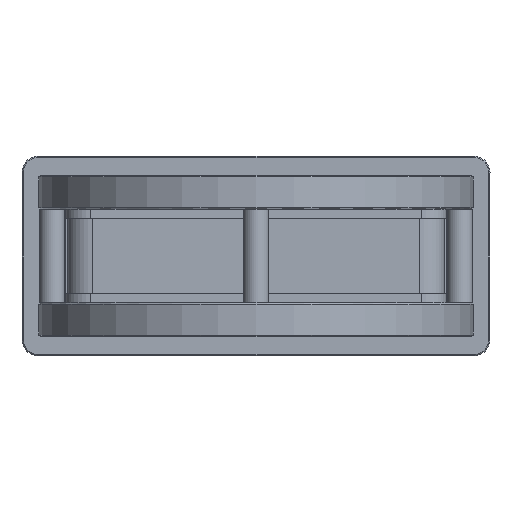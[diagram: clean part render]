
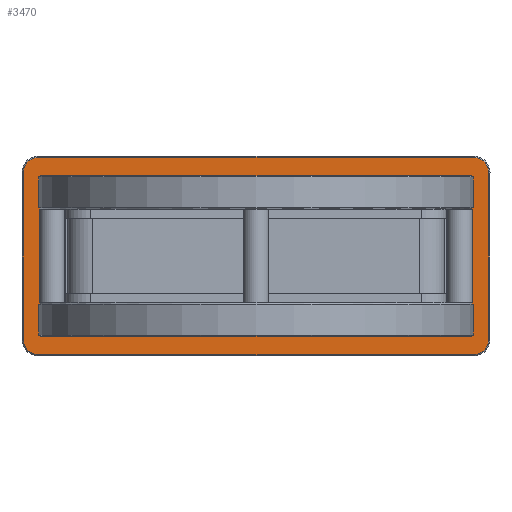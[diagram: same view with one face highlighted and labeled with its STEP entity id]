
A CAD part, front view. The second image highlights one B-rep face of the part: STEP entity #3470.
In plain terms, the highlighted planar face has unit normal (0, -1, 0).
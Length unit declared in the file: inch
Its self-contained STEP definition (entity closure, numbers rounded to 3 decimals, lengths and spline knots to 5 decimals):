
#7 = DIRECTION ( 'NONE',  ( -1., 0., 0. ) ) ;
#112 = EDGE_LOOP ( 'NONE', ( #10841, #7899, #4429, #5013, #13548, #11799, #10365, #10257 ) ) ;
#384 = DIRECTION ( 'NONE',  ( 0., 0., 1. ) ) ;
#488 = VERTEX_POINT ( 'NONE', #2866 ) ;
#624 = ORIENTED_EDGE ( 'NONE', *, *, #10957, .T. ) ;
#694 = EDGE_CURVE ( 'NONE', #2374, #7620, #8024, .T. ) ;
#727 = CARTESIAN_POINT ( 'NONE',  ( -3.48, 7.769, -1.495 ) ) ;
#986 = EDGE_CURVE ( 'NONE', #13866, #9738, #6824, .T. ) ;
#1013 = ORIENTED_EDGE ( 'NONE', *, *, #986, .T. ) ;
#1084 = PLANE ( 'NONE',  #2237 ) ;
#1094 = CARTESIAN_POINT ( 'NONE',  ( -3.25, 7.769, -1.475 ) ) ;
#1554 = LINE ( 'NONE', #8326, #6563 ) ;
#1710 = CARTESIAN_POINT ( 'NONE',  ( 2.855, 7.769, -1.495 ) ) ;
#1931 = CARTESIAN_POINT ( 'NONE',  ( 2.855, 7.769, -1.495 ) ) ;
#1941 = CARTESIAN_POINT ( 'NONE',  ( -3.25, 7.769, 1.475 ) ) ;
#2133 = VERTEX_POINT ( 'NONE', #13374 ) ;
#2175 = FACE_OUTER_BOUND ( 'NONE', #14319, .T. ) ;
#2229 = EDGE_CURVE ( 'NONE', #7358, #4056, #1554, .T. ) ;
#2237 = AXIS2_PLACEMENT_3D ( 'NONE', #4651, #5521, #2460 ) ;
#2374 = VERTEX_POINT ( 'NONE', #12022 ) ;
#2435 = CARTESIAN_POINT ( 'NONE',  ( 3.48, 7.769, -1.495 ) ) ;
#2460 = DIRECTION ( 'NONE',  ( 0., 0., -1. ) ) ;
#2476 = CARTESIAN_POINT ( 'NONE',  ( -2.855, 7.769, -0.7025 ) ) ;
#2802 = VECTOR ( 'NONE', #7100, 39.37008 ) ;
#2866 = CARTESIAN_POINT ( 'NONE',  ( 3.48, 7.769, -1.245 ) ) ;
#2959 = VECTOR ( 'NONE', #7, 39.37008 ) ;
#3077 = CARTESIAN_POINT ( 'NONE',  ( -2.855, 7.769, -0.5675 ) ) ;
#3086 = EDGE_CURVE ( 'NONE', #4056, #13944, #4710, .T. ) ;
#3185 = CARTESIAN_POINT ( 'NONE',  ( -2.855, 7.769, 0.5675 ) ) ;
#3251 = CARTESIAN_POINT ( 'NONE',  ( -3.48, 7.769, -1.245 ) ) ;
#3342 = CARTESIAN_POINT ( 'NONE',  ( 3.25, 7.769, -1.245 ) ) ;
#3364 = LINE ( 'NONE', #7796, #3614 ) ;
#3404 = VECTOR ( 'NONE', #8053, 39.37008 ) ;
#3470 = ADVANCED_FACE ( 'NONE', ( #2175, #11052 ), #1084, .T. ) ;
#3553 = VERTEX_POINT ( 'NONE', #4925 ) ;
#3582 = DIRECTION ( 'NONE',  ( 0., 0., -1. ) ) ;
#3614 = VECTOR ( 'NONE', #12246, 39.37008 ) ;
#3712 = CARTESIAN_POINT ( 'NONE',  ( 2.855, 7.769, -1.495 ) ) ;
#3998 = CARTESIAN_POINT ( 'NONE',  ( 3.25, 7.769, 1.245 ) ) ;
#4003 = DIRECTION ( 'NONE',  ( 0., 0., -1. ) ) ;
#4056 = VERTEX_POINT ( 'NONE', #3077 ) ;
#4181 = LINE ( 'NONE', #1931, #8545 ) ;
#4189 = VECTOR ( 'NONE', #384, 39.37008 ) ;
#4243 = EDGE_CURVE ( 'NONE', #13146, #2133, #3364, .T. ) ;
#4368 = EDGE_CURVE ( 'NONE', #13146, #2374, #4181, .T. ) ;
#4392 = VERTEX_POINT ( 'NONE', #11974 ) ;
#4429 = ORIENTED_EDGE ( 'NONE', *, *, #5528, .T. ) ;
#4651 = CARTESIAN_POINT ( 'NONE',  ( -3.5, 7.769, -1.495 ) ) ;
#4710 = LINE ( 'NONE', #9149, #3404 ) ;
#4834 = CIRCLE ( 'NONE', #10415, 0.23 ) ;
#4925 = CARTESIAN_POINT ( 'NONE',  ( 3.25, 7.769, 1.475 ) ) ;
#4984 = LINE ( 'NONE', #9420, #2802 ) ;
#5013 = ORIENTED_EDGE ( 'NONE', *, *, #2229, .T. ) ;
#5126 = EDGE_CURVE ( 'NONE', #11353, #10623, #4834, .T. ) ;
#5199 = DIRECTION ( 'NONE',  ( 0., 0., -1. ) ) ;
#5227 = DIRECTION ( 'NONE',  ( -1., 0., 0. ) ) ;
#5329 = CIRCLE ( 'NONE', #12776, 0.23 ) ;
#5361 = AXIS2_PLACEMENT_3D ( 'NONE', #10992, #8737, #13175 ) ;
#5416 = EDGE_CURVE ( 'NONE', #3553, #13866, #13477, .T. ) ;
#5521 = DIRECTION ( 'NONE',  ( 0., -1., 0. ) ) ;
#5528 = EDGE_CURVE ( 'NONE', #12664, #7358, #7121, .T. ) ;
#5794 = ORIENTED_EDGE ( 'NONE', *, *, #9272, .T. ) ;
#6103 = CARTESIAN_POINT ( 'NONE',  ( 2.855, 7.769, -0.5675 ) ) ;
#6355 = ORIENTED_EDGE ( 'NONE', *, *, #5126, .T. ) ;
#6563 = VECTOR ( 'NONE', #6955, 39.37008 ) ;
#6685 = DIRECTION ( 'NONE',  ( 0., -1., 0. ) ) ;
#6810 = VECTOR ( 'NONE', #3582, 39.37008 ) ;
#6824 = CIRCLE ( 'NONE', #5361, 0.23 ) ;
#6955 = DIRECTION ( 'NONE',  ( 0., 0., 1. ) ) ;
#6989 = DIRECTION ( 'NONE',  ( -1., 0., 0. ) ) ;
#7005 = DIRECTION ( 'NONE',  ( 0., -1., 0. ) ) ;
#7100 = DIRECTION ( 'NONE',  ( 1., 0., 0. ) ) ;
#7121 = LINE ( 'NONE', #9105, #10384 ) ;
#7344 = LINE ( 'NONE', #727, #11188 ) ;
#7358 = VERTEX_POINT ( 'NONE', #14008 ) ;
#7515 = CARTESIAN_POINT ( 'NONE',  ( 2.855, 7.769, 0.7025 ) ) ;
#7620 = VERTEX_POINT ( 'NONE', #6103 ) ;
#7796 = CARTESIAN_POINT ( 'NONE',  ( 0., 7.769, 0.7025 ) ) ;
#7889 = EDGE_CURVE ( 'NONE', #2133, #13944, #8157, .T. ) ;
#7899 = ORIENTED_EDGE ( 'NONE', *, *, #11090, .T. ) ;
#7984 = ORIENTED_EDGE ( 'NONE', *, *, #8793, .T. ) ;
#8024 = LINE ( 'NONE', #3712, #8693 ) ;
#8053 = DIRECTION ( 'NONE',  ( 0., 0., 1. ) ) ;
#8135 = VERTEX_POINT ( 'NONE', #9446 ) ;
#8157 = LINE ( 'NONE', #2476, #6810 ) ;
#8164 = DIRECTION ( 'NONE',  ( 0., 0., -1. ) ) ;
#8326 = CARTESIAN_POINT ( 'NONE',  ( -2.855, 7.769, -1.495 ) ) ;
#8335 = DIRECTION ( 'NONE',  ( 0., 0., -1. ) ) ;
#8444 = DIRECTION ( 'NONE',  ( 0., -1., 0. ) ) ;
#8545 = VECTOR ( 'NONE', #5199, 39.37008 ) ;
#8693 = VECTOR ( 'NONE', #8164, 39.37008 ) ;
#8737 = DIRECTION ( 'NONE',  ( 0., -1., 0. ) ) ;
#8759 = ORIENTED_EDGE ( 'NONE', *, *, #5416, .T. ) ;
#8793 = EDGE_CURVE ( 'NONE', #488, #8135, #9335, .T. ) ;
#9105 = CARTESIAN_POINT ( 'NONE',  ( -3.5, 7.769, -0.7025 ) ) ;
#9149 = CARTESIAN_POINT ( 'NONE',  ( -2.855, 7.769, -1.495 ) ) ;
#9272 = EDGE_CURVE ( 'NONE', #8135, #3553, #5329, .T. ) ;
#9335 = LINE ( 'NONE', #2435, #4189 ) ;
#9420 = CARTESIAN_POINT ( 'NONE',  ( -3.5, 7.769, -1.475 ) ) ;
#9446 = CARTESIAN_POINT ( 'NONE',  ( 3.48, 7.769, 1.245 ) ) ;
#9734 = DIRECTION ( 'NONE',  ( -1., 0., 0. ) ) ;
#9738 = VERTEX_POINT ( 'NONE', #10595 ) ;
#9980 = CARTESIAN_POINT ( 'NONE',  ( -3.5, 7.769, 1.475 ) ) ;
#10257 = ORIENTED_EDGE ( 'NONE', *, *, #4368, .T. ) ;
#10365 = ORIENTED_EDGE ( 'NONE', *, *, #4243, .F. ) ;
#10384 = VECTOR ( 'NONE', #6989, 39.37008 ) ;
#10415 = AXIS2_PLACEMENT_3D ( 'NONE', #13629, #7005, #12536 ) ;
#10522 = EDGE_CURVE ( 'NONE', #9738, #11353, #7344, .T. ) ;
#10595 = CARTESIAN_POINT ( 'NONE',  ( -3.48, 7.769, 1.245 ) ) ;
#10623 = VERTEX_POINT ( 'NONE', #1094 ) ;
#10676 = CIRCLE ( 'NONE', #13018, 0.23 ) ;
#10841 = ORIENTED_EDGE ( 'NONE', *, *, #694, .T. ) ;
#10957 = EDGE_CURVE ( 'NONE', #4392, #488, #10676, .T. ) ;
#10992 = CARTESIAN_POINT ( 'NONE',  ( -3.25, 7.769, 1.245 ) ) ;
#11052 = FACE_BOUND ( 'NONE', #112, .T. ) ;
#11090 = EDGE_CURVE ( 'NONE', #7620, #12664, #11690, .T. ) ;
#11131 = EDGE_CURVE ( 'NONE', #10623, #4392, #4984, .T. ) ;
#11188 = VECTOR ( 'NONE', #4003, 39.37008 ) ;
#11353 = VERTEX_POINT ( 'NONE', #3251 ) ;
#11390 = ORIENTED_EDGE ( 'NONE', *, *, #10522, .T. ) ;
#11590 = ORIENTED_EDGE ( 'NONE', *, *, #11131, .T. ) ;
#11690 = LINE ( 'NONE', #1710, #12557 ) ;
#11799 = ORIENTED_EDGE ( 'NONE', *, *, #7889, .F. ) ;
#11897 = CARTESIAN_POINT ( 'NONE',  ( 2.855, 7.769, -0.7025 ) ) ;
#11974 = CARTESIAN_POINT ( 'NONE',  ( 3.25, 7.769, -1.475 ) ) ;
#12022 = CARTESIAN_POINT ( 'NONE',  ( 2.855, 7.769, 0.5675 ) ) ;
#12246 = DIRECTION ( 'NONE',  ( -1., 0., 0. ) ) ;
#12536 = DIRECTION ( 'NONE',  ( -1., 0., 0. ) ) ;
#12557 = VECTOR ( 'NONE', #8335, 39.37008 ) ;
#12664 = VERTEX_POINT ( 'NONE', #11897 ) ;
#12776 = AXIS2_PLACEMENT_3D ( 'NONE', #3998, #8444, #5227 ) ;
#13018 = AXIS2_PLACEMENT_3D ( 'NONE', #3342, #6685, #9734 ) ;
#13146 = VERTEX_POINT ( 'NONE', #7515 ) ;
#13175 = DIRECTION ( 'NONE',  ( 0., 0., 1. ) ) ;
#13374 = CARTESIAN_POINT ( 'NONE',  ( -2.855, 7.769, 0.7025 ) ) ;
#13477 = LINE ( 'NONE', #9980, #2959 ) ;
#13548 = ORIENTED_EDGE ( 'NONE', *, *, #3086, .T. ) ;
#13629 = CARTESIAN_POINT ( 'NONE',  ( -3.25, 7.769, -1.245 ) ) ;
#13866 = VERTEX_POINT ( 'NONE', #1941 ) ;
#13944 = VERTEX_POINT ( 'NONE', #3185 ) ;
#14008 = CARTESIAN_POINT ( 'NONE',  ( -2.855, 7.769, -0.7025 ) ) ;
#14319 = EDGE_LOOP ( 'NONE', ( #11390, #6355, #11590, #624, #7984, #5794, #8759, #1013 ) ) ;
